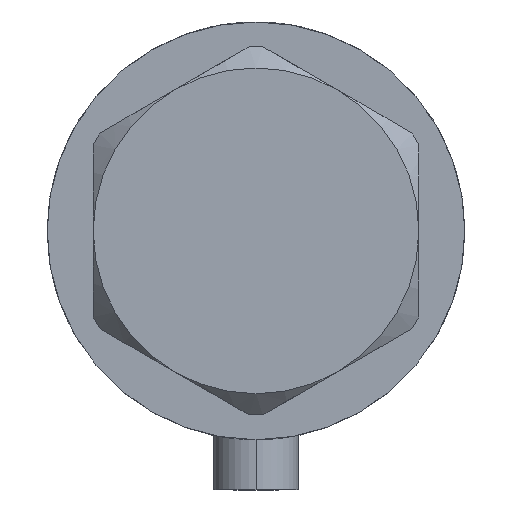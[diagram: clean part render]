
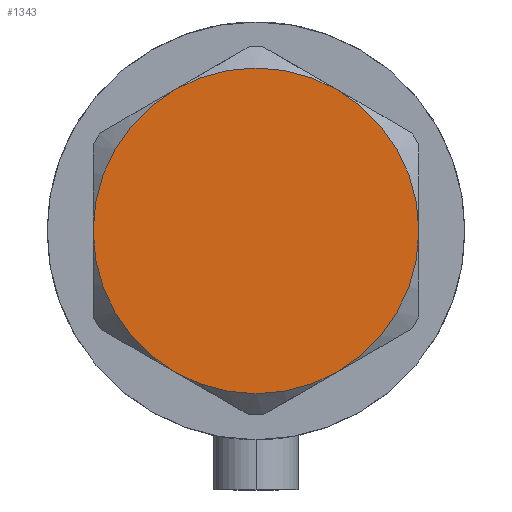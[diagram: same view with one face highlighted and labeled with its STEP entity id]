
A CAD part, left-side view. The second image highlights one B-rep face of the part: STEP entity #1343.
In plain terms, the highlighted face is planar.
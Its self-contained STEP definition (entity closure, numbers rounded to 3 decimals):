
#76 = EDGE_CURVE ( 'NONE', #4177, #1878, #2876, .T. ) ;
#222 = CIRCLE ( 'NONE', #2383, 23. ) ;
#281 = AXIS2_PLACEMENT_3D ( 'NONE', #3899, #1457, #1066 ) ;
#610 = DIRECTION ( 'NONE',  ( 0., 0., 1. ) ) ;
#903 = DIRECTION ( 'NONE',  ( 0., 0., 1. ) ) ;
#942 = EDGE_LOOP ( 'NONE', ( #4140, #3023, #2840, #3615, #3139, #1045 ) ) ;
#965 = EDGE_CURVE ( 'NONE', #2310, #3364, #3242, .T. ) ;
#1004 = DIRECTION ( 'NONE',  ( 1., 0., 0. ) ) ;
#1045 = ORIENTED_EDGE ( 'NONE', *, *, #1622, .T. ) ;
#1066 = DIRECTION ( 'NONE',  ( 1., 0., 0. ) ) ;
#1131 = CARTESIAN_POINT ( 'NONE',  ( 11.5, -19.919, 13. ) ) ;
#1229 = EDGE_CURVE ( 'NONE', #2887, #4177, #2014, .T. ) ;
#1235 = DIRECTION ( 'NONE',  ( 1., 0., 0. ) ) ;
#1303 = CARTESIAN_POINT ( 'NONE',  ( 0., 0., 13. ) ) ;
#1343 = ADVANCED_FACE ( 'NONE', ( #2579 ), #4286, .T. ) ;
#1457 = DIRECTION ( 'NONE',  ( 0., 0., 1. ) ) ;
#1622 = EDGE_CURVE ( 'NONE', #1913, #2887, #222, .T. ) ;
#1660 = DIRECTION ( 'NONE',  ( 0., 0., 1. ) ) ;
#1713 = CARTESIAN_POINT ( 'NONE',  ( 23., 0., 13. ) ) ;
#1760 = CARTESIAN_POINT ( 'NONE',  ( -11.5, 19.919, 13. ) ) ;
#1861 = DIRECTION ( 'NONE',  ( 1., 0., 0. ) ) ;
#1878 = VERTEX_POINT ( 'NONE', #3013 ) ;
#1913 = VERTEX_POINT ( 'NONE', #3269 ) ;
#1980 = DIRECTION ( 'NONE',  ( 1., 0., 0. ) ) ;
#2014 = CIRCLE ( 'NONE', #3165, 23. ) ;
#2077 = EDGE_CURVE ( 'NONE', #1878, #2310, #2891, .T. ) ;
#2092 = AXIS2_PLACEMENT_3D ( 'NONE', #1303, #1660, #4081 ) ;
#2096 = AXIS2_PLACEMENT_3D ( 'NONE', #4261, #903, #1235 ) ;
#2101 = AXIS2_PLACEMENT_3D ( 'NONE', #3145, #2444, #1861 ) ;
#2260 = AXIS2_PLACEMENT_3D ( 'NONE', #3009, #3997, #1980 ) ;
#2310 = VERTEX_POINT ( 'NONE', #1760 ) ;
#2383 = AXIS2_PLACEMENT_3D ( 'NONE', #4393, #610, #1004 ) ;
#2444 = DIRECTION ( 'NONE',  ( 0., 0., 1. ) ) ;
#2579 = FACE_OUTER_BOUND ( 'NONE', #942, .T. ) ;
#2840 = ORIENTED_EDGE ( 'NONE', *, *, #2077, .T. ) ;
#2876 = CIRCLE ( 'NONE', #281, 23. ) ;
#2887 = VERTEX_POINT ( 'NONE', #1131 ) ;
#2891 = CIRCLE ( 'NONE', #2101, 23. ) ;
#3009 = CARTESIAN_POINT ( 'NONE',  ( 0., 0., 13. ) ) ;
#3013 = CARTESIAN_POINT ( 'NONE',  ( 11.5, 19.919, 13. ) ) ;
#3023 = ORIENTED_EDGE ( 'NONE', *, *, #76, .T. ) ;
#3064 = CARTESIAN_POINT ( 'NONE',  ( -23., 0., 13. ) ) ;
#3098 = EDGE_CURVE ( 'NONE', #3364, #1913, #4187, .T. ) ;
#3139 = ORIENTED_EDGE ( 'NONE', *, *, #3098, .T. ) ;
#3145 = CARTESIAN_POINT ( 'NONE',  ( 0., 0., 13. ) ) ;
#3165 = AXIS2_PLACEMENT_3D ( 'NONE', #4144, #3830, #3870 ) ;
#3242 = CIRCLE ( 'NONE', #2092, 23. ) ;
#3269 = CARTESIAN_POINT ( 'NONE',  ( -11.5, -19.919, 13. ) ) ;
#3364 = VERTEX_POINT ( 'NONE', #3064 ) ;
#3615 = ORIENTED_EDGE ( 'NONE', *, *, #965, .T. ) ;
#3830 = DIRECTION ( 'NONE',  ( 0., 0., 1. ) ) ;
#3870 = DIRECTION ( 'NONE',  ( 1., 0., 0. ) ) ;
#3899 = CARTESIAN_POINT ( 'NONE',  ( 0., 0., 13. ) ) ;
#3997 = DIRECTION ( 'NONE',  ( 0., 0., 1. ) ) ;
#4081 = DIRECTION ( 'NONE',  ( 1., 0., 0. ) ) ;
#4140 = ORIENTED_EDGE ( 'NONE', *, *, #1229, .T. ) ;
#4144 = CARTESIAN_POINT ( 'NONE',  ( 0., 0., 13. ) ) ;
#4177 = VERTEX_POINT ( 'NONE', #1713 ) ;
#4187 = CIRCLE ( 'NONE', #2260, 23. ) ;
#4261 = CARTESIAN_POINT ( 'NONE',  ( 0., 0., 13. ) ) ;
#4286 = PLANE ( 'NONE',  #2096 ) ;
#4393 = CARTESIAN_POINT ( 'NONE',  ( 0., 0., 13. ) ) ;
